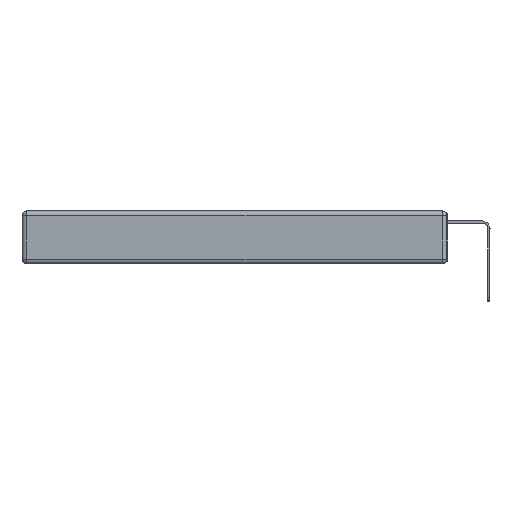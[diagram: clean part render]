
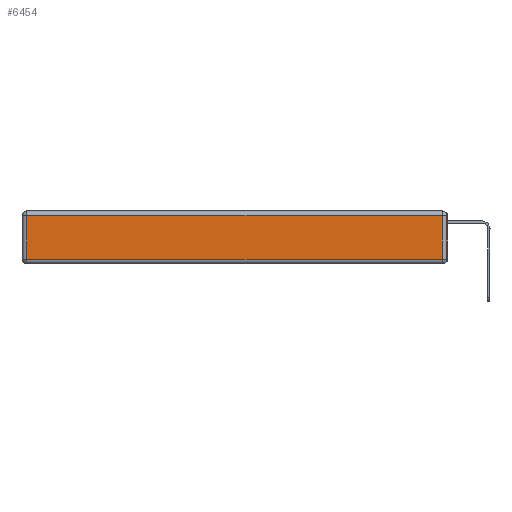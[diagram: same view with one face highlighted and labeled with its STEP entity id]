
A CAD part, left-side view. The second image highlights one B-rep face of the part: STEP entity #6454.
In plain terms, the highlighted planar face has unit normal (-1, 0, 0).
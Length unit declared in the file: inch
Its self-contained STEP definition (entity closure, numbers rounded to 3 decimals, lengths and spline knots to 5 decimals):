
#350 = CARTESIAN_POINT ( 'NONE',  ( 0., 0., -0.313 ) ) ;
#782 = FACE_OUTER_BOUND ( 'NONE', #3120, .T. ) ;
#842 = ORIENTED_EDGE ( 'NONE', *, *, #9422, .T. ) ;
#879 = VERTEX_POINT ( 'NONE', #5904 ) ;
#1049 = LINE ( 'NONE', #5663, #15201 ) ;
#1305 = DIRECTION ( 'NONE',  ( 0., 0., 1. ) ) ;
#3120 = EDGE_LOOP ( 'NONE', ( #9404, #11166, #842, #7351 ) ) ;
#3404 = AXIS2_PLACEMENT_3D ( 'NONE', #5350, #8004, #15261 ) ;
#3528 = EDGE_CURVE ( 'NONE', #5248, #10668, #8461, .T. ) ;
#3954 = PLANE ( 'NONE',  #3404 ) ;
#4222 = CARTESIAN_POINT ( 'NONE',  ( 0., 2.72, -0.313 ) ) ;
#4294 = VECTOR ( 'NONE', #14408, 39.37008 ) ;
#5248 = VERTEX_POINT ( 'NONE', #4222 ) ;
#5350 = CARTESIAN_POINT ( 'NONE',  ( 0., 0., -0.343 ) ) ;
#5446 = DIRECTION ( 'NONE',  ( 0., 0., -1. ) ) ;
#5509 = LINE ( 'NONE', #14982, #6622 ) ;
#5663 = CARTESIAN_POINT ( 'NONE',  ( 0., 0.03, -0.343 ) ) ;
#5904 = CARTESIAN_POINT ( 'NONE',  ( 0., 0.03, -0.03 ) ) ;
#6454 = ADVANCED_FACE ( 'NONE', ( #782 ), #3954, .T. ) ;
#6598 = CARTESIAN_POINT ( 'NONE',  ( 0., 2.72, -0.03 ) ) ;
#6622 = VECTOR ( 'NONE', #5446, 39.37008 ) ;
#7351 = ORIENTED_EDGE ( 'NONE', *, *, #12984, .T. ) ;
#8004 = DIRECTION ( 'NONE',  ( -1., 0., 0. ) ) ;
#8461 = LINE ( 'NONE', #350, #4294 ) ;
#8537 = CARTESIAN_POINT ( 'NONE',  ( 0., 2.75, -0.03 ) ) ;
#9404 = ORIENTED_EDGE ( 'NONE', *, *, #3528, .T. ) ;
#9422 = EDGE_CURVE ( 'NONE', #879, #15194, #14886, .T. ) ;
#10668 = VERTEX_POINT ( 'NONE', #11556 ) ;
#11166 = ORIENTED_EDGE ( 'NONE', *, *, #17135, .T. ) ;
#11204 = VECTOR ( 'NONE', #12828, 39.37008 ) ;
#11556 = CARTESIAN_POINT ( 'NONE',  ( 0., 0.03, -0.313 ) ) ;
#12828 = DIRECTION ( 'NONE',  ( 0., 1., 0. ) ) ;
#12984 = EDGE_CURVE ( 'NONE', #15194, #5248, #5509, .T. ) ;
#14408 = DIRECTION ( 'NONE',  ( 0., -1., 0. ) ) ;
#14886 = LINE ( 'NONE', #8537, #11204 ) ;
#14982 = CARTESIAN_POINT ( 'NONE',  ( 0., 2.72, -0.343 ) ) ;
#15194 = VERTEX_POINT ( 'NONE', #6598 ) ;
#15201 = VECTOR ( 'NONE', #1305, 39.37008 ) ;
#15261 = DIRECTION ( 'NONE',  ( 0., 0., 1. ) ) ;
#17135 = EDGE_CURVE ( 'NONE', #10668, #879, #1049, .T. ) ;
